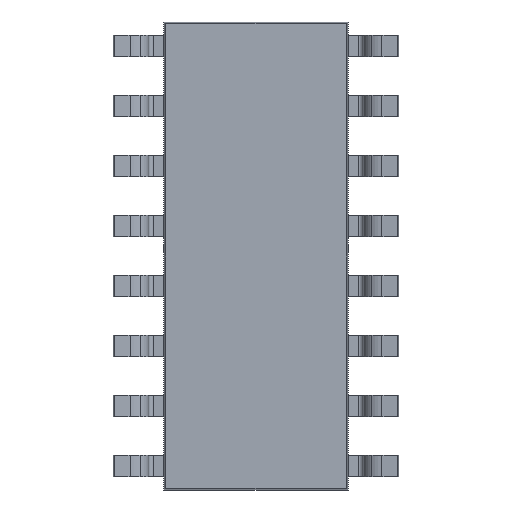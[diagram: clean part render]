
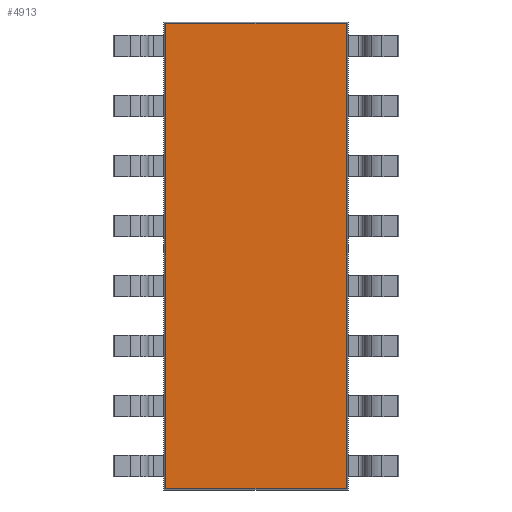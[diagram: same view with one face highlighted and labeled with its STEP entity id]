
A CAD part, front view. The second image highlights one B-rep face of the part: STEP entity #4913.
In plain terms, the highlighted planar face has unit normal (0, -1, 0).
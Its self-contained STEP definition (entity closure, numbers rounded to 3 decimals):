
#599=FACE_OUTER_BOUND('',#870,.T.);
#870=EDGE_LOOP('',(#4444,#4445,#4446,#4447));
#1360=LINE('',#8243,#1871);
#1380=LINE('',#8284,#1891);
#1382=LINE('',#8287,#1893);
#1383=LINE('',#8288,#1894);
#1871=VECTOR('',#6802,9.821);
#1891=VECTOR('',#6836,9.821);
#1893=VECTOR('',#6840,3.821);
#1894=VECTOR('',#6841,3.821);
#2348=VERTEX_POINT('',#8237);
#2350=VERTEX_POINT('',#8241);
#2363=VERTEX_POINT('',#8281);
#2364=VERTEX_POINT('',#8283);
#3040=EDGE_CURVE('',#2350,#2348,#1360,.T.);
#3060=EDGE_CURVE('',#2364,#2363,#1380,.T.);
#3062=EDGE_CURVE('',#2363,#2348,#1382,.T.);
#3063=EDGE_CURVE('',#2364,#2350,#1383,.T.);
#4444=ORIENTED_EDGE('',*,*,#3062,.T.);
#4445=ORIENTED_EDGE('',*,*,#3040,.F.);
#4446=ORIENTED_EDGE('',*,*,#3063,.F.);
#4447=ORIENTED_EDGE('',*,*,#3060,.T.);
#4642=PLANE('',#5412);
#4913=ADVANCED_FACE('',(#599),#4642,.T.);
#5412=AXIS2_PLACEMENT_3D('',#8286,#6838,#6839);
#6802=DIRECTION('',(0.,0.,-1.));
#6836=DIRECTION('',(0.,0.,-1.));
#6838=DIRECTION('center_axis',(0.,-1.,0.));
#6839=DIRECTION('ref_axis',(0.,0.,-1.));
#6840=DIRECTION('',(1.,0.,0.));
#6841=DIRECTION('',(1.,0.,0.));
#8237=CARTESIAN_POINT('',(1.911,0.125,-4.911));
#8241=CARTESIAN_POINT('',(1.911,0.125,4.911));
#8243=CARTESIAN_POINT('',(1.911,0.125,4.911));
#8281=CARTESIAN_POINT('',(-1.911,0.125,-4.911));
#8283=CARTESIAN_POINT('',(-1.911,0.125,4.911));
#8284=CARTESIAN_POINT('',(-1.911,0.125,4.911));
#8286=CARTESIAN_POINT('Origin',(0.,0.125,
4.95));
#8287=CARTESIAN_POINT('',(-1.911,0.125,-4.911));
#8288=CARTESIAN_POINT('',(-1.911,0.125,4.911));
